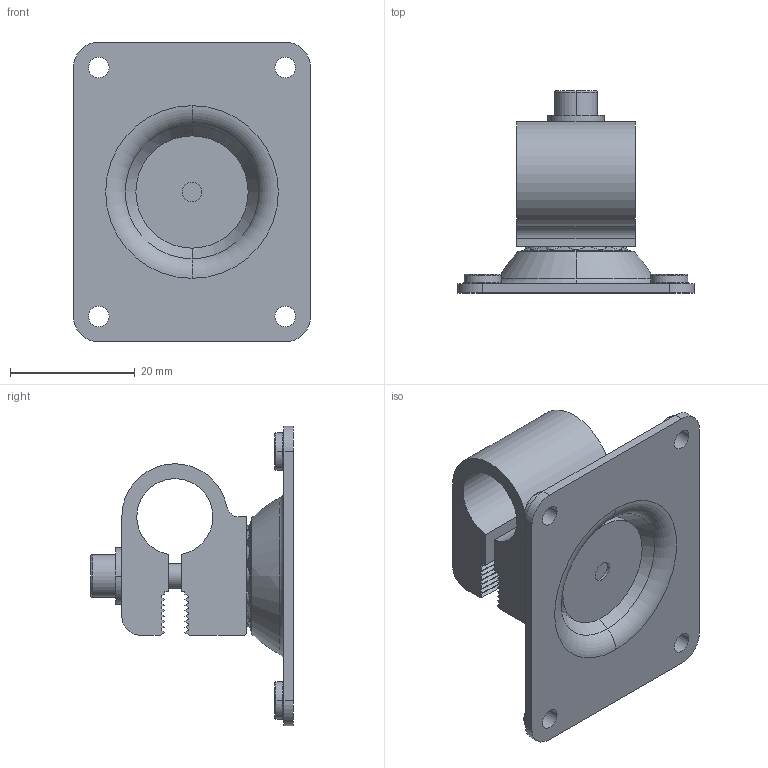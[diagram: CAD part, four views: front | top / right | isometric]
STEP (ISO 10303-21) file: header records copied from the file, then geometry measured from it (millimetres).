
FILE_DESCRIPTION((''),'2;1');
FILE_NAME('PRT0001','2021-07-26T14:38:50',('hhuscher'),(''),'CREO PARAMETRIC BY PTC INC, 2019292','CREO PARAMETRIC BY PTC INC, 2019292','');
FILE_SCHEMA(('CONFIG_CONTROL_DESIGN','SHAPE_APPEARANCE_LAYERS_GROUPS'));
Length unit declared in the file: millimetre
Products named in the file (1): PRT0001
Bounding box: 38 x 32.5 x 48 mm (x, y, z)
Volume: 9966.3 mm3; surface area: 9168.9 mm2
Topology: 3 solids, 4 shells, 257 faces, 704 edges, 438 vertices
Faces by surface type: plane 90, cylinder 79, sphere 30, torus 24, cone 20, bspline 14
Entity records: 9324 total; most frequent: CARTESIAN_POINT 2988, ORIENTED_EDGE 1356, DIRECTION 1280, EDGE_CURVE 680, AXIS2_PLACEMENT_3D 526, VERTEX_POINT 438, CIRCLE 282, EDGE_LOOP 280
